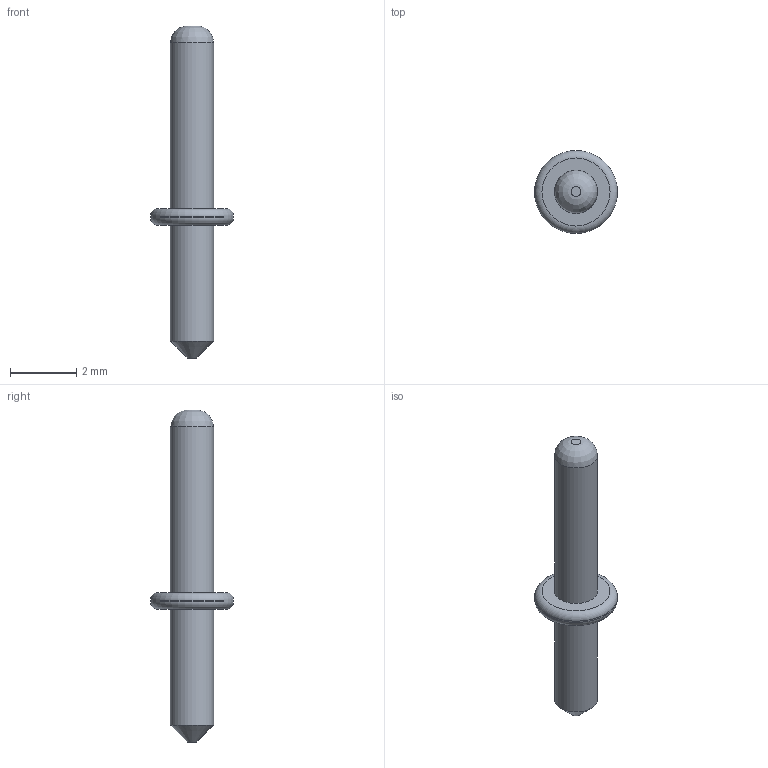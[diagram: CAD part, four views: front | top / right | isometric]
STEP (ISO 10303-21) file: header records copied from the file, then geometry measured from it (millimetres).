
FILE_DESCRIPTION(('FreeCAD Model'),'2;1');
FILE_NAME( 'Terminal_Pin_D1.3_L10.0_PL4.0.step', '2019-08-18T02:05:50',('Author'),(''), 'Open CASCADE STEP processor 6.8','FreeCAD','Unknown');
FILE_SCHEMA(('AUTOMOTIVE_DESIGN_CC2 { 1 2 10303 214 -1 1 5 4 }'));
Length unit declared in the file: millimetre
Products named in the file (1): Terminal_Pin_D1.3_L10.0_PL4.0
Bounding box: 2.5 x 2.5 x 10 mm (x, y, z)
Volume: 14.3 mm3; surface area: 48.5 mm2
Topology: 1 solids, 1 shells, 11 faces, 17 edges, 10 vertices
Faces by surface type: plane 4, cylinder 3, torus 2, cone 1, revolution 1
Full cylindrical faces by diameter (mm): 1.3 x2, 2.5 x1
Entity records: 348 total; most frequent: DIRECTION 53, CARTESIAN_POINT 46, ORIENTED_EDGE 34, AXIS2_PLACEMENT_3D 24, EDGE_CURVE 17, FACE_BOUND 13, EDGE_LOOP 13, CIRCLE 13
